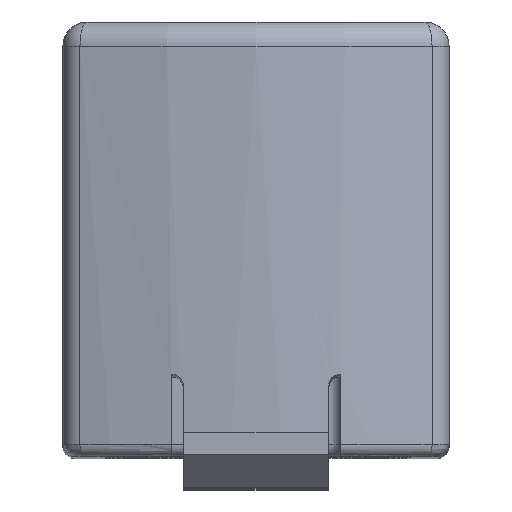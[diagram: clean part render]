
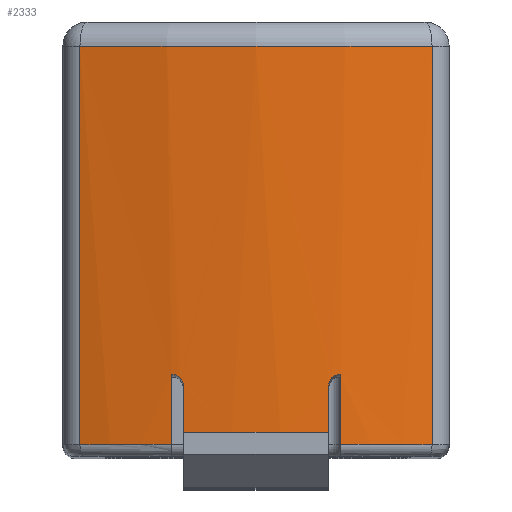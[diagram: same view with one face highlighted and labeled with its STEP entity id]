
A CAD part, top view. The second image highlights one B-rep face of the part: STEP entity #2333.
In plain terms, the highlighted cylindrical face has radius 25 mm (diameter 50 mm), a partial arc.
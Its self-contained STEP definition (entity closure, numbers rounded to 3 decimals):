
#92=B_SPLINE_CURVE_WITH_KNOTS('',3,(#4008,#4009,#4010,#4011,#4012,#4013,
#4014,#4015,#4016,#4017,#4018,#4019),.UNSPECIFIED.,.F.,.F.,(4,2,2,2,2,4),
(0.,0.022,0.042,0.061,0.071,
0.081),.UNSPECIFIED.);
#93=B_SPLINE_CURVE_WITH_KNOTS('',3,(#4026,#4027,#4028,#4029,#4030,#4031,
#4032,#4033,#4034,#4035,#4036,#4037),.UNSPECIFIED.,.F.,.F.,(4,2,2,2,2,4),
(0.,0.018,0.035,0.054,0.067,
0.081),.UNSPECIFIED.);
#173=FACE_OUTER_BOUND('',#331,.T.);
#331=EDGE_LOOP('',(#1740,#1741,#1742,#1743,#1744,#1745,#1746,#1747,#1748,
#1749,#1750,#1751));
#484=CIRCLE('',#2529,25.);
#506=CIRCLE('',#2557,25.);
#513=CIRCLE('',#2572,25.);
#514=CIRCLE('',#2574,25.);
#648=LINE('',#3764,#808);
#655=LINE('',#3802,#815);
#684=LINE('',#3997,#844);
#687=LINE('',#4001,#847);
#689=LINE('',#4021,#849);
#690=LINE('',#4025,#850);
#808=VECTOR('',#2892,10.);
#815=VECTOR('',#2909,10.);
#844=VECTOR('',#3072,10.);
#847=VECTOR('',#3077,10.);
#849=VECTOR('',#3087,10.);
#850=VECTOR('',#3090,10.);
#982=VERTEX_POINT('',#3758);
#983=VERTEX_POINT('',#3763);
#988=VERTEX_POINT('',#3790);
#989=VERTEX_POINT('',#3801);
#1029=VERTEX_POINT('',#3893);
#1031=VERTEX_POINT('',#3907);
#1039=VERTEX_POINT('',#3954);
#1043=VERTEX_POINT('',#3971);
#1049=VERTEX_POINT('',#4007);
#1050=VERTEX_POINT('',#4020);
#1051=VERTEX_POINT('',#4022);
#1052=VERTEX_POINT('',#4024);
#1203=EDGE_CURVE('',#983,#982,#648,.T.);
#1213=EDGE_CURVE('',#989,#988,#655,.T.);
#1258=EDGE_CURVE('',#983,#1029,#484,.T.);
#1284=EDGE_CURVE('',#1043,#1039,#506,.T.);
#1295=EDGE_CURVE('',#1029,#1043,#684,.T.);
#1298=EDGE_CURVE('',#1039,#1031,#687,.T.);
#1300=EDGE_CURVE('',#1031,#988,#513,.T.);
#1301=EDGE_CURVE('',#982,#1049,#92,.F.);
#1302=EDGE_CURVE('',#1049,#1050,#689,.T.);
#1303=EDGE_CURVE('',#1050,#1051,#514,.T.);
#1304=EDGE_CURVE('',#1051,#1052,#690,.T.);
#1305=EDGE_CURVE('',#989,#1052,#93,.T.);
#1740=ORIENTED_EDGE('',*,*,#1298,.F.);
#1741=ORIENTED_EDGE('',*,*,#1284,.F.);
#1742=ORIENTED_EDGE('',*,*,#1295,.F.);
#1743=ORIENTED_EDGE('',*,*,#1258,.F.);
#1744=ORIENTED_EDGE('',*,*,#1203,.T.);
#1745=ORIENTED_EDGE('',*,*,#1301,.T.);
#1746=ORIENTED_EDGE('',*,*,#1302,.T.);
#1747=ORIENTED_EDGE('',*,*,#1303,.T.);
#1748=ORIENTED_EDGE('',*,*,#1304,.T.);
#1749=ORIENTED_EDGE('',*,*,#1305,.F.);
#1750=ORIENTED_EDGE('',*,*,#1213,.T.);
#1751=ORIENTED_EDGE('',*,*,#1300,.F.);
#2243=CYLINDRICAL_SURFACE('',#2573,25.);
#2333=ADVANCED_FACE('',(#173),#2243,.T.);
#2529=AXIS2_PLACEMENT_3D('',#3894,#2984,#2985);
#2557=AXIS2_PLACEMENT_3D('',#3978,#3044,#3045);
#2572=AXIS2_PLACEMENT_3D('',#4005,#3083,#3084);
#2573=AXIS2_PLACEMENT_3D('',#4006,#3085,#3086);
#2574=AXIS2_PLACEMENT_3D('',#4023,#3088,#3089);
#2892=DIRECTION('',(0.,1.,0.));
#2909=DIRECTION('',(0.,-1.,0.));
#2984=DIRECTION('center_axis',(0.,-1.,0.));
#2985=DIRECTION('ref_axis',(-0.231,0.,0.973));
#3044=DIRECTION('center_axis',(0.,1.,0.));
#3045=DIRECTION('ref_axis',(0.,0.,1.));
#3072=DIRECTION('',(0.,1.,0.));
#3077=DIRECTION('',(0.,-1.,0.));
#3083=DIRECTION('center_axis',(0.,-1.,0.));
#3084=DIRECTION('ref_axis',(0.231,0.,0.973));
#3085=DIRECTION('center_axis',(0.,1.,0.));
#3086=DIRECTION('ref_axis',(1.,0.,0.));
#3087=DIRECTION('',(0.,-1.,0.));
#3088=DIRECTION('center_axis',(0.,1.,0.));
#3089=DIRECTION('ref_axis',(1.,0.,0.));
#3090=DIRECTION('',(0.,1.,0.));
#3758=CARTESIAN_POINT('',(-3.5,3.4,24.754));
#3763=CARTESIAN_POINT('',(-3.5,0.5,24.754));
#3764=CARTESIAN_POINT('',(-3.5,0.,24.754));
#3790=CARTESIAN_POINT('',(3.5,0.5,24.754));
#3801=CARTESIAN_POINT('',(3.5,3.4,24.754));
#3802=CARTESIAN_POINT('',(3.5,0.,24.754));
#3893=CARTESIAN_POINT('',(-7.292,0.5,23.913));
#3894=CARTESIAN_POINT('Origin',(0.,0.5,0.));
#3907=CARTESIAN_POINT('',(7.292,0.5,23.913));
#3954=CARTESIAN_POINT('',(7.292,17.,23.913));
#3971=CARTESIAN_POINT('',(-7.292,17.,23.913));
#3978=CARTESIAN_POINT('Origin',(0.,17.,0.));
#3997=CARTESIAN_POINT('',(-7.292,0.,23.913));
#4001=CARTESIAN_POINT('',(7.292,0.,23.913));
#4005=CARTESIAN_POINT('Origin',(0.,0.5,0.));
#4006=CARTESIAN_POINT('Origin',(0.,0.,0.));
#4007=CARTESIAN_POINT('',(-3.,2.886,24.819));
#4008=CARTESIAN_POINT('Ctrl Pts',(-3.,2.886,24.819));
#4009=CARTESIAN_POINT('Ctrl Pts',(-3.,2.959,24.819));
#4010=CARTESIAN_POINT('Ctrl Pts',(-3.014,3.031,24.818));
#4011=CARTESIAN_POINT('Ctrl Pts',(-3.067,3.161,24.811));
#4012=CARTESIAN_POINT('Ctrl Pts',(-3.105,3.218,24.806));
#4013=CARTESIAN_POINT('Ctrl Pts',(-3.196,3.31,24.795));
#4014=CARTESIAN_POINT('Ctrl Pts',(-3.247,3.345,24.788));
#4015=CARTESIAN_POINT('Ctrl Pts',(-3.334,3.381,24.777));
#4016=CARTESIAN_POINT('Ctrl Pts',(-3.366,3.39,24.772));
#4017=CARTESIAN_POINT('Ctrl Pts',(-3.433,3.4,24.763));
#4018=CARTESIAN_POINT('Ctrl Pts',(-3.466,3.402,24.759));
#4019=CARTESIAN_POINT('Ctrl Pts',(-3.5,3.4,24.754));
#4020=CARTESIAN_POINT('',(-3.,1.,24.819));
#4021=CARTESIAN_POINT('',(-3.,0.,24.819));
#4022=CARTESIAN_POINT('',(3.,1.,24.819));
#4023=CARTESIAN_POINT('Origin',(0.,1.,0.));
#4024=CARTESIAN_POINT('',(3.,2.886,24.819));
#4025=CARTESIAN_POINT('',(3.,0.,24.819));
#4026=CARTESIAN_POINT('Ctrl Pts',(3.5,3.4,24.754));
#4027=CARTESIAN_POINT('Ctrl Pts',(3.441,3.404,24.762));
#4028=CARTESIAN_POINT('Ctrl Pts',(3.383,3.396,24.77));
#4029=CARTESIAN_POINT('Ctrl Pts',(3.273,3.358,24.785));
#4030=CARTESIAN_POINT('Ctrl Pts',(3.223,3.329,24.791));
#4031=CARTESIAN_POINT('Ctrl Pts',(3.132,3.25,24.803));
#4032=CARTESIAN_POINT('Ctrl Pts',(3.093,3.2,24.808));
#4033=CARTESIAN_POINT('Ctrl Pts',(3.043,3.105,24.814));
#4034=CARTESIAN_POINT('Ctrl Pts',(3.027,3.063,24.816));
#4035=CARTESIAN_POINT('Ctrl Pts',(3.005,2.976,24.819));
#4036=CARTESIAN_POINT('Ctrl Pts',(3.,2.931,24.819));
#4037=CARTESIAN_POINT('Ctrl Pts',(3.,2.886,24.819));
